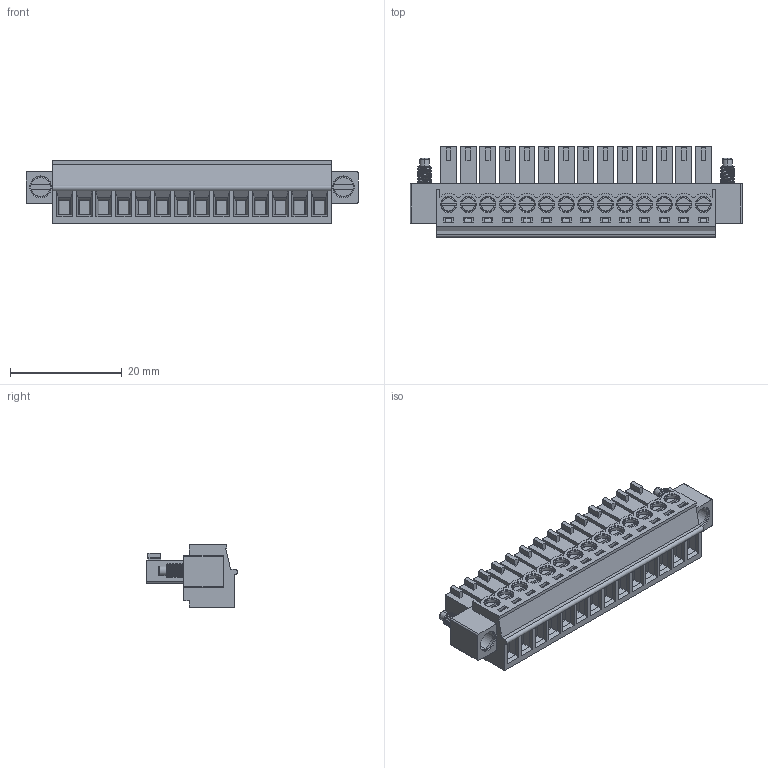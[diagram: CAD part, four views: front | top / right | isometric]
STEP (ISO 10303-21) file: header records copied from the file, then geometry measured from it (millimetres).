
FILE_DESCRIPTION( ('This file contains a STEP AP42 implementation' ,'as created by ZW3D STEP Interface translator.') ,'2;1' );
FILE_NAME( 'WJ15EDGKM-3.5-14P-00A.stp' ,'231020. 94621', (''), ('ZWCAD Software Co.'), 'Version 1.0', 'ZW3D to STEP translator', '' );
FILE_SCHEMA(('AUTOMOTIVE_DESIGN { 1 0 10303 214 1 1 1 1 }'));
Length unit declared in the file: millimetre
Products named in the file (2): 0; WJ15EDGKM-350-14P-00A
Bounding box: 59.3 x 16.21 x 11.2 mm (x, y, z)
Volume: 5360 mm3; surface area: 5641 mm2
Topology: 1 solids, 1 shells, 1340 faces, 3314 edges, 2126 vertices
Faces by surface type: plane 796, cylinder 324, torus 128, cone 72, bspline 20
Entity records: 46112 total; most frequent: CARTESIAN_POINT 12752, ORIENTED_EDGE 6628, DIRECTION 6604, EDGE_CURVE 3314, AXIS2_PLACEMENT_3D 2264, VERTEX_POINT 2126, VECTOR 2076, LINE 2076
